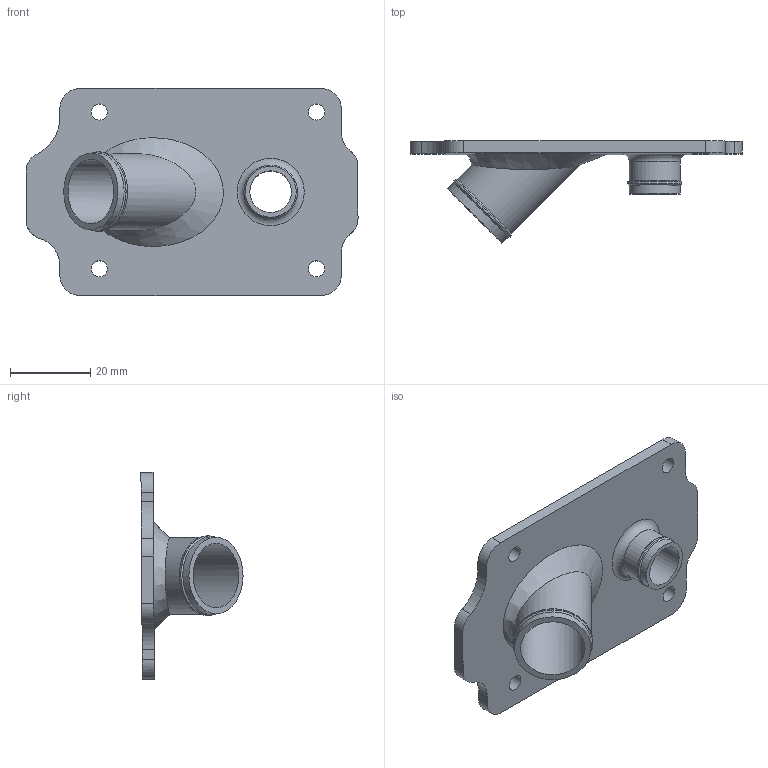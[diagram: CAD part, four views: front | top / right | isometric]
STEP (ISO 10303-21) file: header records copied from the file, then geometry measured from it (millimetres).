
FILE_DESCRIPTION(/* description */ (''),/* implementation_level */ '2;1');
FILE_NAME(/* name */ 'Joint_4_lid.step',/* time_stamp */ '2025-04-07T17:41:04-04:00',/* author */ (''),/* organization */ (''),/* preprocessor_version */ 'ST-DEVELOPER v20.1',/* originating_system */ 'Autodesk Translation Framework v14.4.0.0',/* authorisation */ '');
FILE_SCHEMA (('AUTOMOTIVE_DESIGN { 1 0 10303 214 3 1 1 }'));
Length unit declared in the file: millimetre
Products named in the file (3): armatron_7; Elbow Joint; Wire Box (1)
Assembly tree (2 placements, depth 3):
  armatron_7
    Elbow Joint
      Wire Box (1)
Bounding box: 82.56 x 25.4 x 51.52 mm (x, y, z)
Volume: 13181.4 mm3; surface area: 11025.3 mm2
Topology: 1 solids, 1 shells, 48 faces, 121 edges, 79 vertices
Faces by surface type: cylinder 24, plane 18, cone 4, bspline 1, torus 1
Full cylindrical faces by diameter (mm): 4 x4, 10.376 x1, 12.7 x2, 13.3 x1, 16.05 x1, 19.05 x2, 19.8 x1
Entity records: 1691 total; most frequent: CARTESIAN_POINT 373, DIRECTION 279, ORIENTED_EDGE 242, EDGE_CURVE 121, AXIS2_PLACEMENT_3D 109, VERTEX_POINT 79, EDGE_LOOP 64, LINE 61
